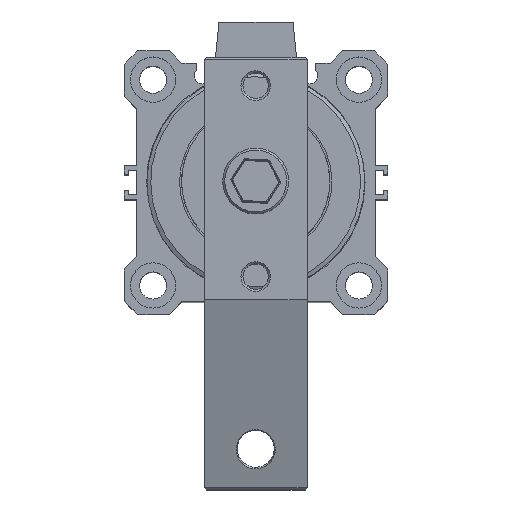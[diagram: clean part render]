
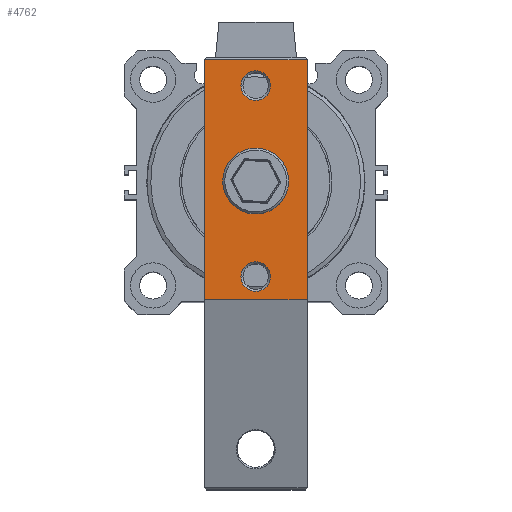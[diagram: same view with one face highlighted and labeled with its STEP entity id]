
A CAD part, top view. The second image highlights one B-rep face of the part: STEP entity #4762.
In plain terms, the highlighted planar face has unit normal (0, 0, 1).
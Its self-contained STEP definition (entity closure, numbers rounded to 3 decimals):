
#72=FACE_BOUND('',#1346,.T.);
#73=FACE_BOUND('',#1347,.T.);
#74=FACE_BOUND('',#1348,.T.);
#122=PLANE('',#5084);
#267=LINE('',#7851,#638);
#274=LINE('',#7866,#645);
#275=LINE('',#7868,#646);
#276=LINE('',#7869,#647);
#638=VECTOR('',#5672,1000.);
#645=VECTOR('',#5685,1000.);
#646=VECTOR('',#5686,1000.);
#647=VECTOR('',#5687,1000.);
#1090=FACE_OUTER_BOUND('',#1345,.T.);
#1345=EDGE_LOOP('',(#3247,#3248,#3249,#3250));
#1346=EDGE_LOOP('',(#3251,#3252));
#1347=EDGE_LOOP('',(#3253,#3254));
#1348=EDGE_LOOP('',(#3255,#3256));
#1715=CIRCLE('',#5060,3.6);
#1716=CIRCLE('',#5061,3.6);
#1719=CIRCLE('',#5065,6.75);
#1720=CIRCLE('',#5066,6.75);
#1723=CIRCLE('',#5070,3.6);
#1724=CIRCLE('',#5071,3.6);
#1966=VERTEX_POINT('',#7798);
#1967=VERTEX_POINT('',#7800);
#1970=VERTEX_POINT('',#7808);
#1971=VERTEX_POINT('',#7810);
#1975=VERTEX_POINT('',#7819);
#1976=VERTEX_POINT('',#7821);
#1981=VERTEX_POINT('',#7842);
#1985=VERTEX_POINT('',#7849);
#1990=VERTEX_POINT('',#7865);
#1991=VERTEX_POINT('',#7867);
#2462=EDGE_CURVE('',#1966,#1967,#1715,.T.);
#2463=EDGE_CURVE('',#1967,#1966,#1716,.T.);
#2467=EDGE_CURVE('',#1970,#1971,#1719,.T.);
#2468=EDGE_CURVE('',#1971,#1970,#1720,.T.);
#2472=EDGE_CURVE('',#1975,#1976,#1723,.T.);
#2473=EDGE_CURVE('',#1976,#1975,#1724,.T.);
#2487=EDGE_CURVE('',#1985,#1981,#267,.T.);
#2494=EDGE_CURVE('',#1990,#1985,#274,.T.);
#2495=EDGE_CURVE('',#1991,#1990,#275,.T.);
#2496=EDGE_CURVE('',#1981,#1991,#276,.T.);
#3247=ORIENTED_EDGE('',*,*,#2494,.F.);
#3248=ORIENTED_EDGE('',*,*,#2495,.F.);
#3249=ORIENTED_EDGE('',*,*,#2496,.F.);
#3250=ORIENTED_EDGE('',*,*,#2487,.F.);
#3251=ORIENTED_EDGE('',*,*,#2463,.F.);
#3252=ORIENTED_EDGE('',*,*,#2462,.F.);
#3253=ORIENTED_EDGE('',*,*,#2468,.F.);
#3254=ORIENTED_EDGE('',*,*,#2467,.F.);
#3255=ORIENTED_EDGE('',*,*,#2473,.F.);
#3256=ORIENTED_EDGE('',*,*,#2472,.F.);
#4762=ADVANCED_FACE('',(#1090,#72,#73,#74),#122,.F.);
#5060=AXIS2_PLACEMENT_3D('',#7801,#5618,#5619);
#5061=AXIS2_PLACEMENT_3D('',#7802,#5620,#5621);
#5065=AXIS2_PLACEMENT_3D('',#7811,#5629,#5630);
#5066=AXIS2_PLACEMENT_3D('',#7812,#5631,#5632);
#5070=AXIS2_PLACEMENT_3D('',#7822,#5640,#5641);
#5071=AXIS2_PLACEMENT_3D('',#7823,#5642,#5643);
#5084=AXIS2_PLACEMENT_3D('',#7864,#5683,#5684);
#5618=DIRECTION('center_axis',(0.,0.,
1.));
#5619=DIRECTION('ref_axis',(1.,0.,0.));
#5620=DIRECTION('center_axis',(0.,0.,
1.));
#5621=DIRECTION('ref_axis',(1.,0.,0.));
#5629=DIRECTION('center_axis',(0.,0.,
1.));
#5630=DIRECTION('ref_axis',(1.,0.,0.));
#5631=DIRECTION('center_axis',(0.,0.,
1.));
#5632=DIRECTION('ref_axis',(1.,0.,0.));
#5640=DIRECTION('center_axis',(0.,0.,
1.));
#5641=DIRECTION('ref_axis',(0.,-1.,0.));
#5642=DIRECTION('center_axis',(0.,0.,
1.));
#5643=DIRECTION('ref_axis',(0.,-1.,0.));
#5672=DIRECTION('',(0.,1.,0.));
#5683=DIRECTION('center_axis',(0.,0.,
-1.));
#5684=DIRECTION('ref_axis',(-1.,0.,0.));
#5685=DIRECTION('',(-1.,0.,0.));
#5686=DIRECTION('',(0.,-1.,0.));
#5687=DIRECTION('',(1.,0.,0.));
#7798=CARTESIAN_POINT('',(-8.953,-29.583,121.75));
#7800=CARTESIAN_POINT('',(-1.753,-29.583,121.75));
#7801=CARTESIAN_POINT('Origin',(-5.353,-29.583,121.75));
#7802=CARTESIAN_POINT('Origin',(-5.353,-29.583,121.75));
#7808=CARTESIAN_POINT('',(-12.103,-6.383,121.75));
#7810=CARTESIAN_POINT('',(1.397,-6.383,121.75));
#7811=CARTESIAN_POINT('Origin',(-5.353,-6.383,121.75));
#7812=CARTESIAN_POINT('Origin',(-5.353,-6.383,121.75));
#7819=CARTESIAN_POINT('',(-5.353,20.417,121.75));
#7821=CARTESIAN_POINT('',(-5.353,13.217,121.75));
#7822=CARTESIAN_POINT('Origin',(-5.353,16.817,121.75));
#7823=CARTESIAN_POINT('Origin',(-5.353,16.817,121.75));
#7842=CARTESIAN_POINT('',(-17.853,23.117,121.75));
#7849=CARTESIAN_POINT('',(-17.853,-35.217,121.75));
#7851=CARTESIAN_POINT('',(-17.853,23.617,121.75));
#7864=CARTESIAN_POINT('Origin',(7.147,23.617,121.75));
#7865=CARTESIAN_POINT('',(7.147,-35.217,121.75));
#7866=CARTESIAN_POINT('',(7.147,-35.217,121.75));
#7867=CARTESIAN_POINT('',(7.147,23.117,121.75));
#7868=CARTESIAN_POINT('',(7.147,23.617,121.75));
#7869=CARTESIAN_POINT('',(7.147,23.117,121.75));
